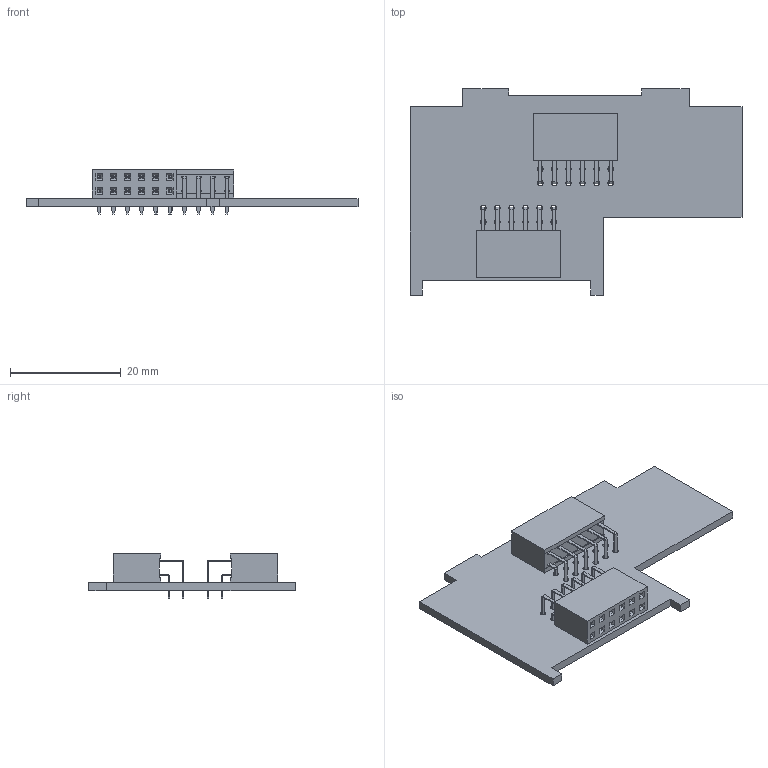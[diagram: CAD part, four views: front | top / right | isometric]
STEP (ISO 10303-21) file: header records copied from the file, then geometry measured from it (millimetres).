
FILE_DESCRIPTION(('KiCad electronic assembly'),'2;1');
FILE_NAME('PIDI-BOX-01-IO-6-SIDEB-A1.step','2025-10-31T22:43:23',( 'Pcbnew'),('Kicad'),'Open CASCADE STEP processor 7.9', 'KiCad to STEP converter','Unknown');
FILE_SCHEMA(('AUTOMOTIVE_DESIGN { 1 0 10303 214 1 1 1 1 }'));
Length unit declared in the file: millimetre
Products named in the file (3): PIDI-BOX-01-IO-6-SIDEB-A1 1; PinSocket_2x06_P2.54mm_Horizontal; PIDI-BOX-01-IO-6-SIDEB-A1_PCB
Assembly tree (3 placements, depth 2):
  PIDI-BOX-01-IO-6-SIDEB-A1 1
    PinSocket_2x06_P2.54mm_Horizontal  x2
    PIDI-BOX-01-IO-6-SIDEB-A1_PCB
Bounding box: 59.92 x 37.29 x 7.98 mm (x, y, z)
Volume: 3808.5 mm3; surface area: 5594.2 mm2
Topology: 3 solids, 3 shells, 784 faces, 2094 edges, 1364 vertices
Faces by surface type: plane 712, cylinder 72
Full cylindrical faces by diameter (mm): 1 x24
Entity records: 17040 total; most frequent: CARTESIAN_POINT 2252, ORIENTED_EDGE 2220, DIRECTION 2042, EDGE_CURVE 1110, LINE 1014, VECTOR 1014, VERTEX_POINT 724, AXIS2_PLACEMENT_3D 514
